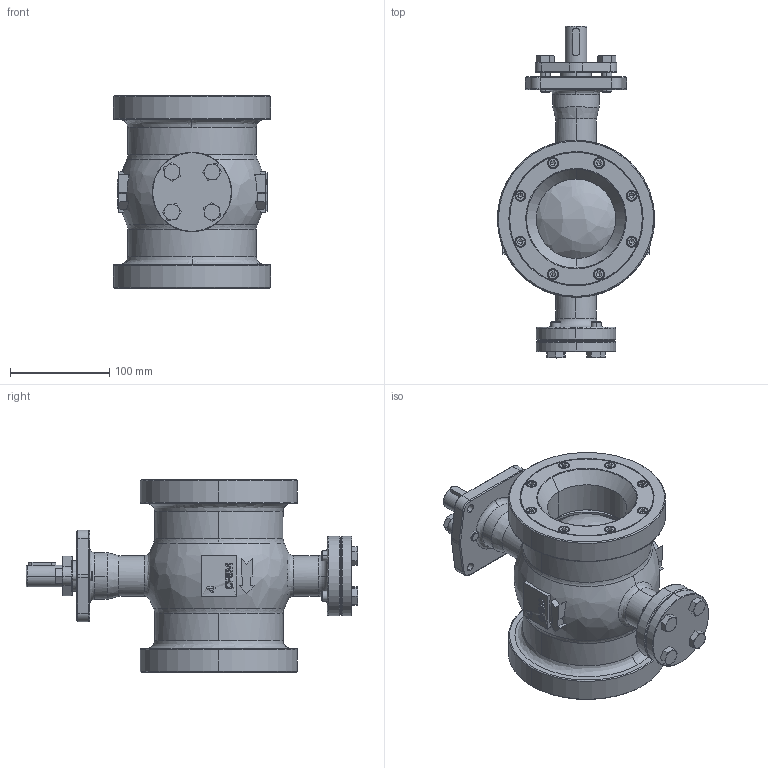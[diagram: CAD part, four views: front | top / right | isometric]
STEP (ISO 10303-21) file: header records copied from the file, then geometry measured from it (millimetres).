
FILE_DESCRIPTION (( 'STEP AP214' ), '1' );
FILE_NAME ('VX-W1-0400-XXX.step', '2019-10-18T12:36:18', ( '' ), ( '' ), 'SwSTEP 2.0', 'SolidWorks 2019', '' );
FILE_SCHEMA (( 'AUTOMOTIVE_DESIGN' ));
Length unit declared in the file: inch
Products named in the file (2): VX-W1-0400-XXX
Bounding box: 158 x 333.9 x 194 mm (x, y, z)
Surface area: 276768 mm2 (no closed solid volume)
Topology: 0 solids, 25 shells, 534 faces, 1458 edges, 939 vertices
Faces by surface type: plane 221, cylinder 108, cone 99, bspline 98, torus 8
Entity records: 38193 total; most frequent: CARTESIAN_POINT 21222, ORIENTED_EDGE 2650, EDGE_CURVE 1439, B_SPLINE_CURVE_WITH_KNOTS 1232, DIRECTION 950, VERTEX_POINT 939, EDGE_LOOP 601, LENGTH_MEASURE_WITH_UNIT 536
